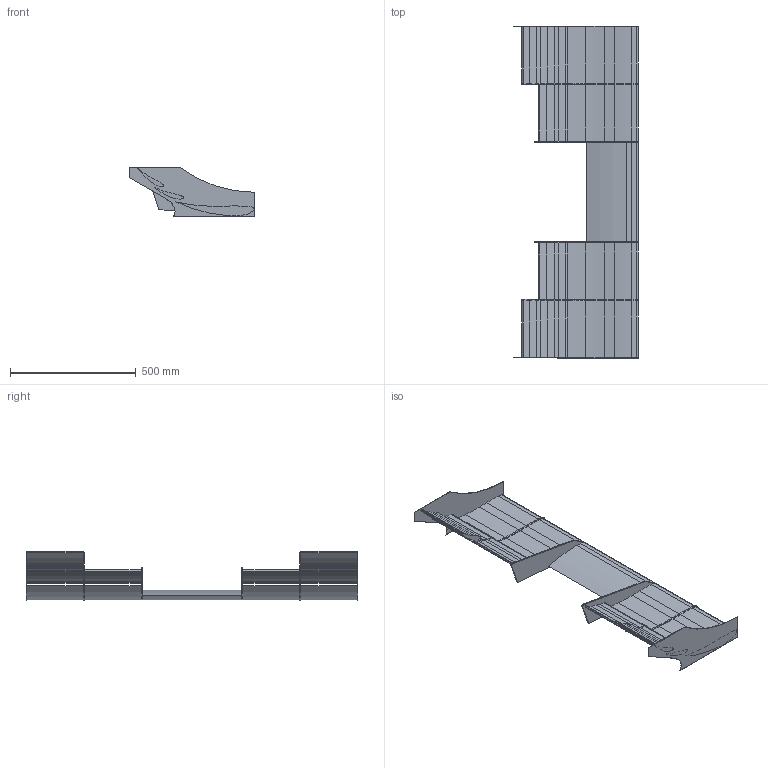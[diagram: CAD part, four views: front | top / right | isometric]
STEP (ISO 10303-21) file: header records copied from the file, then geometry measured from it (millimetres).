
FILE_DESCRIPTION(/* description */ (''),/* implementation_level */ '2;1');
FILE_NAME(/* name */ 'Fr.wing_cradle(gurnee).stp',/* time_stamp */ '2018-04-20T20:00:39+09:00',/* author */ ('ku_sk'),/* organization */ (''),/* preprocessor_version */ 'ST-DEVELOPER v17',/* originating_system */ 'Autodesk Inventor 2018',/* authorisation */ '');
FILE_SCHEMA (('AUTOMOTIVE_DESIGN { 1 0 10303 214 3 1 1 }'));
Length unit declared in the file: millimetre
Products named in the file (1): Fr.wing_cradle(gurnee)
Bounding box: 500 x 1318 x 198 mm (x, y, z)
Volume: 11851861.8 mm3; surface area: 1463415.1 mm2
Topology: 1 solids, 1 shells, 273 faces, 777 edges, 508 vertices
Faces by surface type: cylinder 209, plane 62, bspline 2
Entity records: 9320 total; most frequent: CARTESIAN_POINT 1765, DIRECTION 1731, ORIENTED_EDGE 1554, EDGE_CURVE 777, AXIS2_PLACEMENT_3D 686, VERTEX_POINT 508, CIRCLE 414, LINE 359
